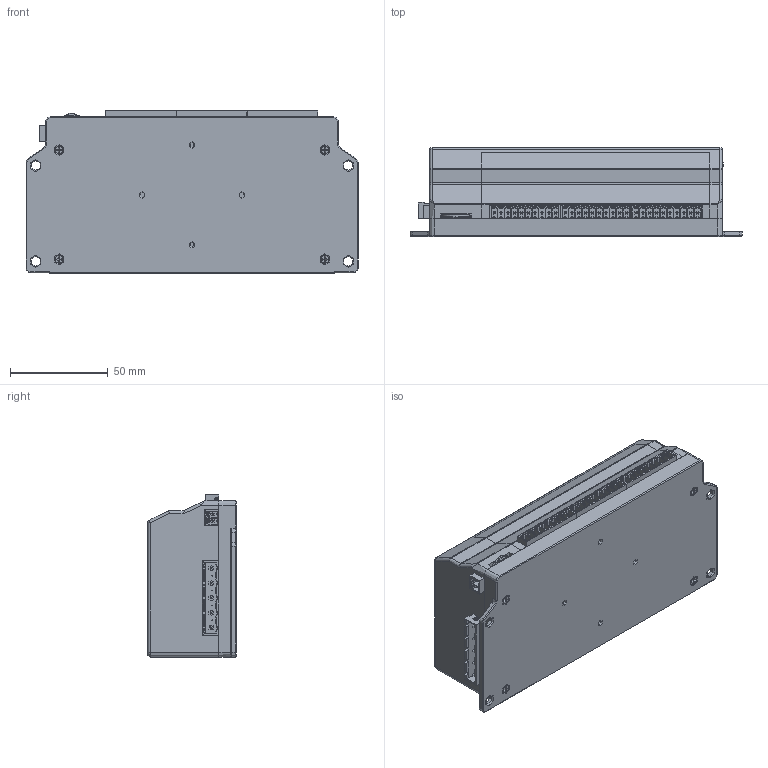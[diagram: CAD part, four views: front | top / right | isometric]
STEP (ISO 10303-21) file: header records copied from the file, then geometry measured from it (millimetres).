
FILE_DESCRIPTION (( 'STEP AP203' ), '1' );
FILE_NAME ('eGauge_Core (legacy format).STEP', '2019-05-14T00:19:38', ( '' ), ( '' ), 'SwSTEP 2.0', 'SolidWorks 2018', '' );
FILE_SCHEMA (( 'CONFIG_CONTROL_DESIGN' ));
Length unit declared in the file: millimetre
Products named in the file (19): eGauge_Core (legacy format); Nokia_5110_Bezel; flat head screw_ai_CR-FHMS 0.099-56x1x1-N; Nokia_5110_Assembly; CastlePeak PCB; Nokia_5110_PCB; transformer_test; 1844294; 5-pin 7.62mm; PL3-AC; MTJ-DUSB-88JX1-FSD-LG-M4; capacitor; 1844210; enclosure_bottom_test; label; 8-pin female header; Nokia_5110_LCD; CT_Insert_Classic; CP Enclosure Top V3
Assembly tree (24 placements, depth 3):
  eGauge_Core (legacy format)
    CastlePeak PCB
    5-pin 7.62mm
    1844210
    enclosure_bottom_test
    transformer_test
    capacitor  x2
    flat head screw_ai_CR-FHMS 0.099-56x1x1-N  x4
    1844294  x3
    Nokia_5110_Assembly
      Nokia_5110_PCB
      Nokia_5110_LCD
      8-pin female header
      Nokia_5110_Bezel
    MTJ-DUSB-88JX1-FSD-LG-M4
    PL3-AC
    label
    CT_Insert_Classic
    CP Enclosure Top V3
Bounding box: 170 x 45.5 x 83 mm (x, y, z)
Volume: 155295.7 mm3
Topology: 22 solids, 38 shells, 4681 faces, 12080 edges, 7702 vertices
Faces by surface type: plane 3132, cylinder 1267, torus 128, bspline 66, cone 66, sphere 22
Full cylindrical faces by diameter (mm): 0.4 x1, 0.5 x1, 0.7 x1, 7.7 x1
Entity records: 112457 total; most frequent: CARTESIAN_POINT 24367, ORIENTED_EDGE 18158, DIRECTION 17215, EDGE_CURVE 9140, LINE 6183, VECTOR 6183, VERTEX_POINT 5886, AXIS2_PLACEMENT_3D 5516
